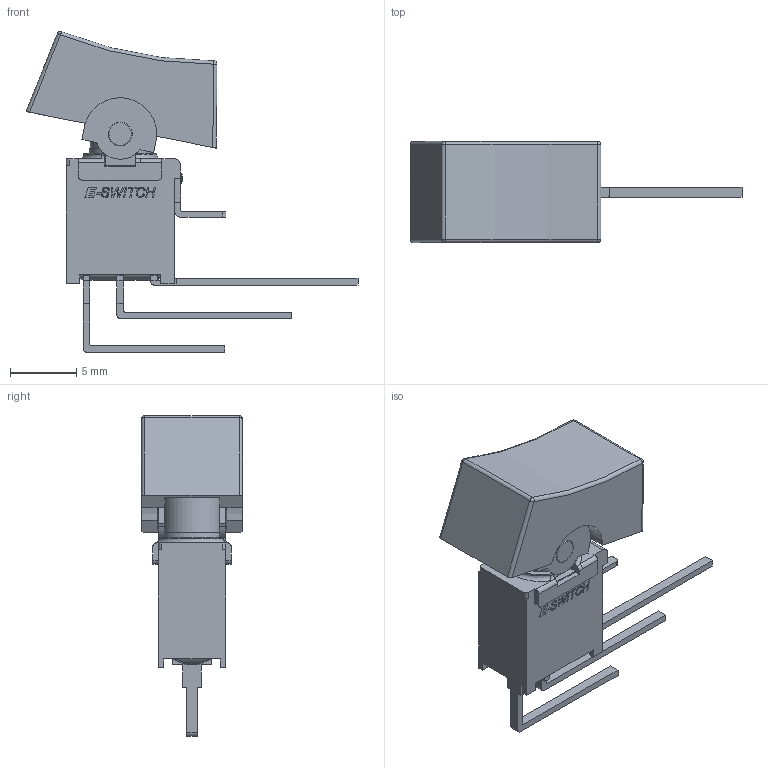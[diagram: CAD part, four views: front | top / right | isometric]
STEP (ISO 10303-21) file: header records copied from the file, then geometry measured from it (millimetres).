
FILE_DESCRIPTION((' '),'2;1');
FILE_NAME('400AWMSPxR1xxxM7xE.stp','2017-08-01T08:01:08',(' '),(' '),' ','ACIS',' ');
FILE_SCHEMA(('CONFIG_CONTROL_DESIGN'));
Length unit declared in the file: inch
Products named in the file (1): 400AWMSPxR1xxxM7xE.stp
Bounding box: 25.04 x 7.62 x 24.21 mm (x, y, z)
Volume: 784.8 mm3; surface area: 1210.8 mm2
Topology: 1 solids, 1 shells, 306 faces, 824 edges, 522 vertices
Faces by surface type: plane 201, bspline 48, cylinder 45, torus 6, sphere 4, cone 2
Full cylindrical faces by diameter (mm): 3.5 x1
Entity records: 10093 total; most frequent: CARTESIAN_POINT 2626, ORIENTED_EDGE 1626, DIRECTION 1353, EDGE_CURVE 813, VECTOR 577, LINE 577, VERTEX_POINT 520, AXIS2_PLACEMENT_3D 388
